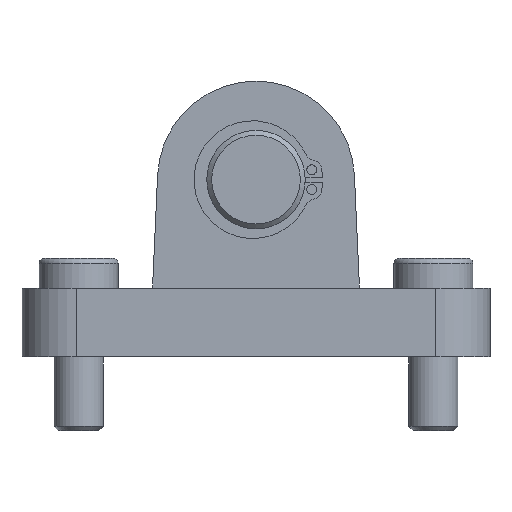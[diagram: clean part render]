
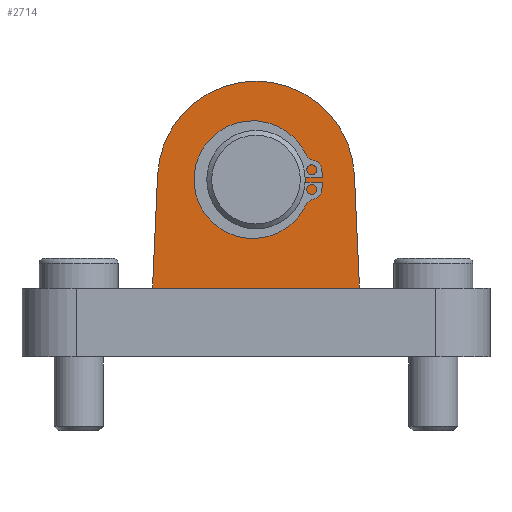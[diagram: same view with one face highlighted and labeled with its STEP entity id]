
A CAD part, left-side view. The second image highlights one B-rep face of the part: STEP entity #2714.
In plain terms, the highlighted planar face has unit normal (-1, 0, 0).
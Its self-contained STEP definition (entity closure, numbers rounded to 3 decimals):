
#59=FACE_BOUND('',#667,.T.);
#330=CIRCLE('',#2926,20.);
#331=CIRCLE('',#2929,10.);
#511=FACE_OUTER_BOUND('',#666,.T.);
#666=EDGE_LOOP('',(#2060,#2061,#2062,#2063));
#667=EDGE_LOOP('',(#2064));
#823=LINE('',#4068,#1010);
#877=LINE('',#4230,#1064);
#879=LINE('',#4236,#1066);
#1010=VECTOR('',#3238,10.);
#1064=VECTOR('',#3406,10.);
#1066=VECTOR('',#3414,10.);
#1205=VERTEX_POINT('',#4065);
#1206=VERTEX_POINT('',#4067);
#1257=VERTEX_POINT('',#4228);
#1258=VERTEX_POINT('',#4232);
#1259=VERTEX_POINT('',#4238);
#1481=EDGE_CURVE('',#1205,#1206,#823,.T.);
#1563=EDGE_CURVE('',#1257,#1205,#877,.T.);
#1565=EDGE_CURVE('',#1258,#1257,#330,.T.);
#1566=EDGE_CURVE('',#1206,#1258,#879,.T.);
#1568=EDGE_CURVE('',#1259,#1259,#331,.T.);
#2060=ORIENTED_EDGE('',*,*,#1566,.F.);
#2061=ORIENTED_EDGE('',*,*,#1481,.F.);
#2062=ORIENTED_EDGE('',*,*,#1563,.F.);
#2063=ORIENTED_EDGE('',*,*,#1565,.F.);
#2064=ORIENTED_EDGE('',*,*,#1568,.T.);
#2615=PLANE('',#2934);
#2714=ADVANCED_FACE('',(#511,#59),#2615,.T.);
#2926=AXIS2_PLACEMENT_3D('',#4234,#3410,#3411);
#2929=AXIS2_PLACEMENT_3D('',#4240,#3418,#3419);
#2934=AXIS2_PLACEMENT_3D('',#4251,#3432,#3433);
#3238=DIRECTION('',(0.,1.,0.));
#3406=DIRECTION('',(0.,-0.045,-0.999));
#3410=DIRECTION('center_axis',(1.,0.,0.));
#3411=DIRECTION('ref_axis',(0.,0.999,0.045));
#3414=DIRECTION('',(0.,-0.045,0.999));
#3418=DIRECTION('center_axis',(1.,0.,0.));
#3419=DIRECTION('ref_axis',(0.,0.,
-1.));
#3432=DIRECTION('center_axis',(-1.,0.,0.));
#3433=DIRECTION('ref_axis',(0.,0.,
-1.));
#4065=CARTESIAN_POINT('',(-32.5,-21.,14.));
#4067=CARTESIAN_POINT('',(-32.5,21.,14.));
#4068=CARTESIAN_POINT('',(-32.5,0.,14.));
#4228=CARTESIAN_POINT('',(-32.5,-19.98,36.89));
#4230=CARTESIAN_POINT('',(-32.5,-19.98,36.89));
#4232=CARTESIAN_POINT('',(-32.5,19.98,36.89));
#4234=CARTESIAN_POINT('Origin',(-32.5,0.,
36.));
#4236=CARTESIAN_POINT('',(-32.5,21.,14.));
#4238=CARTESIAN_POINT('',(-32.5,0.,46.));
#4240=CARTESIAN_POINT('Origin',(-32.5,0.,
36.));
#4251=CARTESIAN_POINT('Origin',(-32.5,0.,
31.42));
